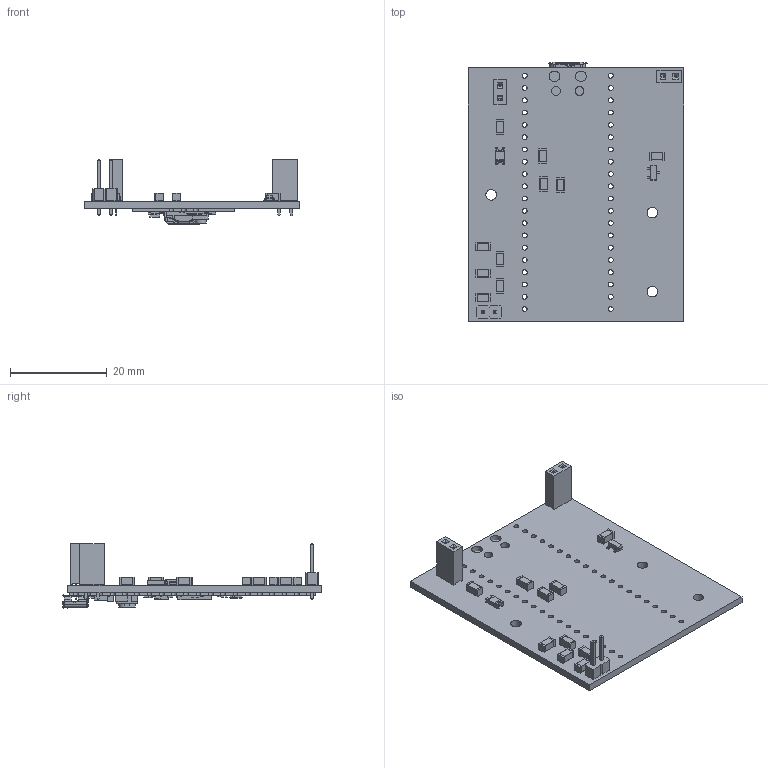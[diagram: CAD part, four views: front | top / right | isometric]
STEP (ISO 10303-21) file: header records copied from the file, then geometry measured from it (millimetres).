
FILE_DESCRIPTION(('KiCad electronic assembly'),'2;1');
FILE_NAME('pllTracker.step','2025-05-23T23:26:30',('Pcbnew'),('Kicad'), 'Open CASCADE STEP processor 7.8','KiCad to STEP converter','Unknown' );
FILE_SCHEMA(('AUTOMOTIVE_DESIGN { 1 0 10303 214 1 1 1 1 }'));
Length unit declared in the file: millimetre
Products named in the file (53): pllTracker 1; C_1206_3216Metric; Q_SOT-23; PinSocket_1x02_P2.54mm_Vertical; L_1206_3216Metric; PinHeader_1x02_P2.54mm_Vertical; D_1206_3216Metric; Raspberry Pi Pico-R3; PCB, Raspberry Pi Pico-R3; MicroUSB Port, Raspberry Pi Pico-R3; RP2040 Microcontroller, Raspberry Pi Pico-R3; SW1, Tact Switch, Raspberry Pi Pico-R3; D1, Diode, Schottky, Raspberry Pi Pico-R3; D2, QSME-C194, LED, Raspberry Pi Pico-R3; L1, Inductor, Raspberry Pi Pico-R3; U2, RT6150B-33GQW, Buck Boost Converter, Raspberry Pi Pico-R3; U3, W25Q16JVUXIQ, Serial NOR Flash 16 Mbit, Raspberry Pi Pico-R3; Q1, MOSFET, DMG1012T, Raspberry Pi Pico-R3; X1, X12M000000S096, 12 Mhz Crystal Resonator, Raspberry Pi Pico-R3; SMD Resistor, Configurable, Raspberry Pi Pico-R3_R1; SMD Resistor, Configurable, Raspberry Pi Pico-R3_R2; SMD Resistor, Configurable, Raspberry Pi Pico-R3_R3; SMD Resistor, Configurable, Raspberry Pi Pico-R3_R4; SMD Resistor, Configurable, Raspberry Pi Pico-R3_R5; SMD Resistor, Configurable, Raspberry Pi Pico-R3_R6; SMD Resistor, Configurable, Raspberry Pi Pico-R3_R7; SMD Resistor, Configurable, Raspberry Pi Pico-R3_R8; SMD Resistor, Configurable, Raspberry Pi Pico-R3_R9; SMD Resistor, Configurable, Raspberry Pi Pico-R3_R10; SMD Resistor, Configurable, Raspberry Pi Pico-R3_R11; SMD Resistor, Configurable, Raspberry Pi Pico-R3_R12; SMD Resistor, Configurable, Raspberry Pi Pico-R3_R13; SMD Resistor, Configurable, Raspberry Pi Pico-R3_R14; SMD Resistor, Configurable, Raspberry Pi Pico-R3_R15; SMD Capacitor, Configurable, Raspberry Pi Pico-R3_C1; SMD Capacitor, Configurable, Raspberry Pi Pico-R3_C2; SMD Capacitor, Configurable, Raspberry Pi Pico-R3_C3; SMD Capacitor, Configurable, Raspberry Pi Pico-R3_C4; SMD Capacitor, Configurable, Raspberry Pi Pico-R3_C5; SMD Capacitor, Configurable, Raspberry Pi Pico-R3_C6 ...
Assembly tree (61 placements, depth 3):
  pllTracker 1
    C_1206_3216Metric  x8
    Q_SOT-23
    PinSocket_1x02_P2.54mm_Vertical  x2
    L_1206_3216Metric  x2
    PinHeader_1x02_P2.54mm_Vertical
    D_1206_3216Metric
    Raspberry Pi Pico-R3
      PCB, Raspberry Pi Pico-R3
      MicroUSB Port, Raspberry Pi Pico-R3
      RP2040 Microcontroller, Raspberry Pi Pico-R3
      SW1, Tact Switch, Raspberry Pi Pico-R3
      D1, Diode, Schottky, Raspberry Pi Pico-R3
      D2, QSME-C194, LED, Raspberry Pi Pico-R3
      L1, Inductor, Raspberry Pi Pico-R3
      U2, RT6150B-33GQW, Buck Boost Converter, Raspberry Pi Pico-R3
      U3, W25Q16JVUXIQ, Serial NOR Flash 16 Mbit, Raspberry Pi Pico-R3
      Q1, MOSFET, DMG1012T, Raspberry Pi Pico-R3
      X1, X12M000000S096, 12 Mhz Crystal Resonator, Raspberry Pi Pico-R3
      SMD Resistor, Configurable, Raspberry Pi Pico-R3_R1
      SMD Resistor, Configurable, Raspberry Pi Pico-R3_R2
      SMD Resistor, Configurable, Raspberry Pi Pico-R3_R3
      SMD Resistor, Configurable, Raspberry Pi Pico-R3_R4
      SMD Resistor, Configurable, Raspberry Pi Pico-R3_R5
      SMD Resistor, Configurable, Raspberry Pi Pico-R3_R6
      SMD Resistor, Configurable, Raspberry Pi Pico-R3_R7
      SMD Resistor, Configurable, Raspberry Pi Pico-R3_R8
      SMD Resistor, Configurable, Raspberry Pi Pico-R3_R9
      SMD Resistor, Configurable, Raspberry Pi Pico-R3_R10
      SMD Resistor, Configurable, Raspberry Pi Pico-R3_R11
      SMD Resistor, Configurable, Raspberry Pi Pico-R3_R12
      SMD Resistor, Configurable, Raspberry Pi Pico-R3_R13
      SMD Resistor, Configurable, Raspberry Pi Pico-R3_R14
      SMD Resistor, Configurable, Raspberry Pi Pico-R3_R15
      SMD Capacitor, Configurable, Raspberry Pi Pico-R3_C1
      SMD Capacitor, Configurable, Raspberry Pi Pico-R3_C2
      SMD Capacitor, Configurable, Raspberry Pi Pico-R3_C3
      SMD Capacitor, Configurable, Raspberry Pi Pico-R3_C4
      SMD Capacitor, Configurable, Raspberry Pi Pico-R3_C5
      SMD Capacitor, Configurable, Raspberry Pi Pico-R3_C6
      SMD Capacitor, Configurable, Raspberry Pi Pico-R3_C7
      SMD Capacitor, Configurable, Raspberry Pi Pico-R3_C8
      SMD Capacitor, Configurable, Raspberry Pi Pico-R3_C9
      SMD Capacitor, Configurable, Raspberry Pi Pico-R3_C10
      SMD Capacitor, Configurable, Raspberry Pi Pico-R3_C11
      SMD Capacitor, Configurable, Raspberry Pi Pico-R3_C12
      SMD Capacitor, Configurable, Raspberry Pi Pico-R3_C13
      SMD Capacitor, Configurable, Raspberry Pi Pico-R3_C14
      SMD Capacitor, Configurable, Raspberry Pi Pico-R3_C15
      SMD Capacitor, Configurable, Raspberry Pi Pico-R3_C16
      SMD Capacitor, Configurable, Raspberry Pi Pico-R3_C17
      SMD Capacitor, Configurable, Raspberry Pi Pico-R3_C18
    pllTracker_PCB
Bounding box: 44.59 x 53.67 x 13.41 mm (x, y, z)
Volume: 4934.4 mm3; surface area: 9014.4 mm2
Topology: 132 solids, 132 shells, 2967 faces, 7319 edges, 4608 vertices
Faces by surface type: plane 1642, cylinder 944, torus 252, bspline 105, sphere 24
Full cylindrical faces by diameter (mm): 1 x46, 1.85 x2, 2.2 x5
Entity records: 88262 total; most frequent: CARTESIAN_POINT 15715, DIRECTION 13497, ORIENTED_EDGE 13094, EDGE_CURVE 6547, AXIS2_PLACEMENT_3D 4558, LINE 4381, VECTOR 4381, VERTEX_POINT 4120
